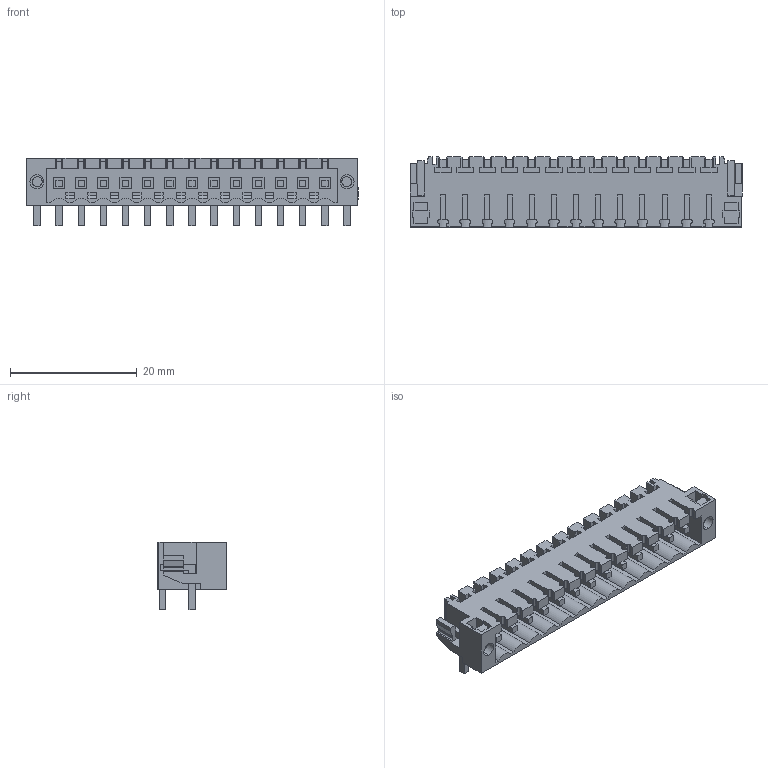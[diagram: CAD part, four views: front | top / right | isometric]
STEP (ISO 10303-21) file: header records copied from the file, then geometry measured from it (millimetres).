
FILE_DESCRIPTION(('CATIA V5 STEP Exchange','CAx-IF Rec.Pracs.--- Model Styling and Organization---1.2---2011-12-15'),'2;1');
FILE_NAME ('D1457212_0_1841960000_1841960000.stp','2018-03-14T12:52:05+00:00',('none'),('Weidmueller'),'CATIA Version 5-6 Release 2014','CATIA V5 STEP AP214','none');
FILE_SCHEMA(('AUTOMOTIVE_DESIGN { 1 0 10303 214 1 1 1 1 }'));
Length unit declared in the file: millimetre
Products named in the file (1): 1841960000
Bounding box: 52.45 x 11.05 x 10.65 mm (x, y, z)
Volume: 1892.7 mm3; surface area: 5042 mm2
Topology: 16 solids, 16 shells, 1013 faces, 3058 edges, 2104 vertices
Faces by surface type: plane 936, cylinder 77
Entity records: 32773 total; most frequent: ORIENTED_EDGE 6116, CARTESIAN_POINT 5786, DIRECTION 4258, EDGE_CURVE 3058, VECTOR 2904, LINE 2904, VERTEX_POINT 2104, EDGE_LOOP 1074
